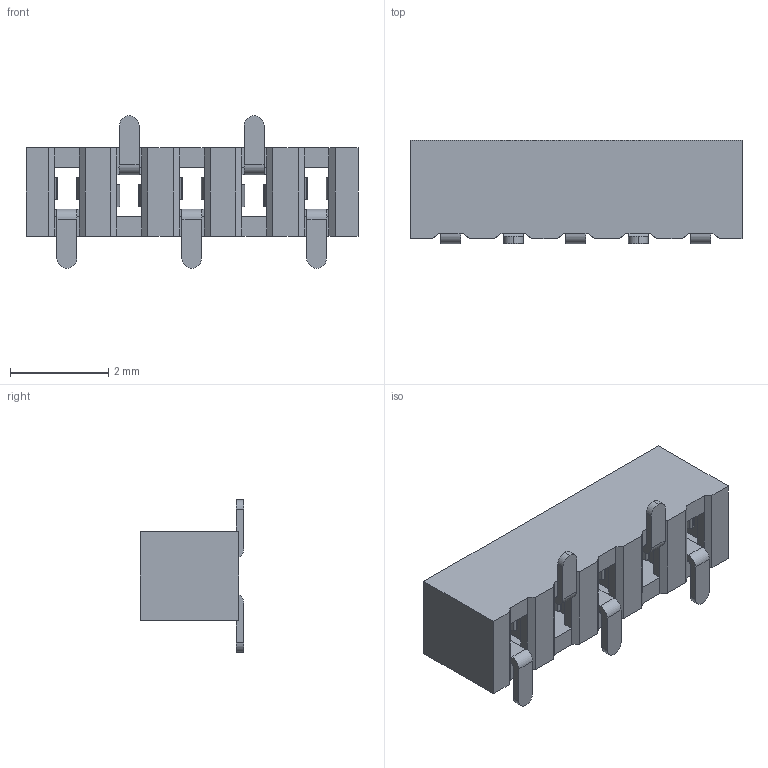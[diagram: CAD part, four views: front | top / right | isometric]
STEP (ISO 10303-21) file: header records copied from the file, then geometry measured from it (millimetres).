
FILE_DESCRIPTION(('STEP AP242'),'1');
FILE_NAME('m50-3130545.stp','2024-03-06T01:08:48',('TraceParts'),('TraceParts S.A.'),'Spatial InterOp 3D',' ',' ');
FILE_SCHEMA(('AP242_MANAGED_MODEL_BASED_3D_ENGINEERING_MIM_LF {1 0 10303 442 1 1 4}'));
Length unit declared in the file: millimetre
Products named in the file (1): m50-3130545_1
Bounding box: 6.75 x 2.1 x 3.1 mm (x, y, z)
Volume: 17.4 mm3; surface area: 135.9 mm2
Topology: 6 solids, 6 shells, 326 faces, 897 edges, 578 vertices
Faces by surface type: plane 226, cylinder 100
Entity records: 10365 total; most frequent: CARTESIAN_POINT 1807, ORIENTED_EDGE 1794, DIRECTION 1761, EDGE_CURVE 897, LINE 697, VECTOR 697, VERTEX_POINT 578, AXIS2_PLACEMENT_3D 532
